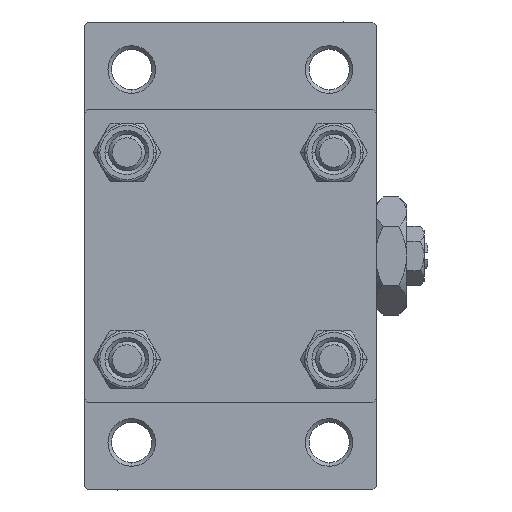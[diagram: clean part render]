
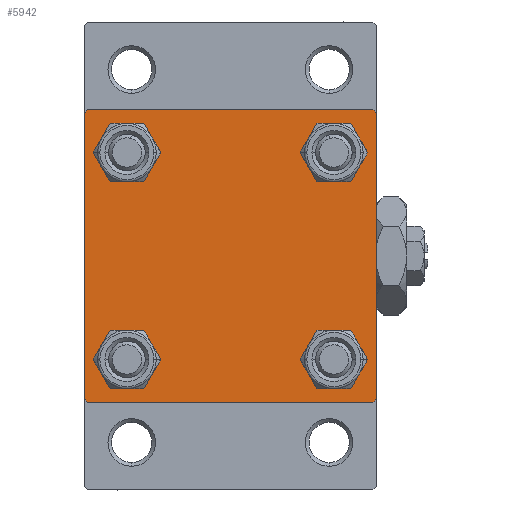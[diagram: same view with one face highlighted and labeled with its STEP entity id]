
A CAD part, left-side view. The second image highlights one B-rep face of the part: STEP entity #5942.
In plain terms, the highlighted planar face has unit normal (-1, 0, 0).
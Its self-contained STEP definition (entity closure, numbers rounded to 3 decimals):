
#113 = EDGE_CURVE ( 'NONE', #44265, #4257, #21860, .T. ) ;
#494 = VECTOR ( 'NONE', #26794, 1000. ) ;
#553 = VERTEX_POINT ( 'NONE', #33660 ) ;
#840 = ORIENTED_EDGE ( 'NONE', *, *, #3365, .F. ) ;
#1246 = EDGE_LOOP ( 'NONE', ( #11244, #45767, #21987, #11212, #840, #19317, #33848, #20452 ) ) ;
#1268 = EDGE_LOOP ( 'NONE', ( #16503, #8670 ) ) ;
#1320 = EDGE_LOOP ( 'NONE', ( #41542, #19256 ) ) ;
#1366 = DIRECTION ( 'NONE',  ( 0., 0., 1. ) ) ;
#1938 = VECTOR ( 'NONE', #40524, 1000. ) ;
#2447 = CARTESIAN_POINT ( 'NONE',  ( 0., -14.15, 14.15 ) ) ;
#3350 = EDGE_CURVE ( 'NONE', #8015, #8961, #45929, .T. ) ;
#3365 = EDGE_CURVE ( 'NONE', #8015, #17048, #38730, .T. ) ;
#3398 = VERTEX_POINT ( 'NONE', #27303 ) ;
#3443 = AXIS2_PLACEMENT_3D ( 'NONE', #41672, #44899, #22277 ) ;
#3655 = VERTEX_POINT ( 'NONE', #10306 ) ;
#3757 = VECTOR ( 'NONE', #25277, 1000. ) ;
#4007 = CARTESIAN_POINT ( 'NONE',  ( 0., 20., 19.5 ) ) ;
#4083 = FACE_BOUND ( 'NONE', #9314, .T. ) ;
#4257 = VERTEX_POINT ( 'NONE', #4007 ) ;
#4860 = VERTEX_POINT ( 'NONE', #21102 ) ;
#4987 = VERTEX_POINT ( 'NONE', #28226 ) ;
#5170 = CIRCLE ( 'NONE', #20297, 3. ) ;
#5351 = CARTESIAN_POINT ( 'NONE',  ( 0., 20., -20. ) ) ;
#5942 = ADVANCED_FACE ( 'NONE', ( #18295, #30747, #4083, #19037, #41176 ), #26513, .T. ) ;
#6326 = LINE ( 'NONE', #17792, #3757 ) ;
#6757 = VERTEX_POINT ( 'NONE', #19561 ) ;
#7135 = VECTOR ( 'NONE', #25051, 1000. ) ;
#7745 = EDGE_CURVE ( 'NONE', #3398, #30698, #32816, .T. ) ;
#8015 = VERTEX_POINT ( 'NONE', #16751 ) ;
#8348 = CARTESIAN_POINT ( 'NONE',  ( 0., 14.15, 17.15 ) ) ;
#8670 = ORIENTED_EDGE ( 'NONE', *, *, #7745, .T. ) ;
#8908 = CARTESIAN_POINT ( 'NONE',  ( 0., 14.15, 14.15 ) ) ;
#8961 = VERTEX_POINT ( 'NONE', #41584 ) ;
#9151 = DIRECTION ( 'NONE',  ( 0., 0., 1. ) ) ;
#9314 = EDGE_LOOP ( 'NONE', ( #14809, #32009 ) ) ;
#10306 = CARTESIAN_POINT ( 'NONE',  ( 0., -19.5, -20. ) ) ;
#10732 = CARTESIAN_POINT ( 'NONE',  ( 0., 19.5, 20. ) ) ;
#10858 = CARTESIAN_POINT ( 'NONE',  ( 0., 20., 20. ) ) ;
#11212 = ORIENTED_EDGE ( 'NONE', *, *, #34232, .T. ) ;
#11244 = ORIENTED_EDGE ( 'NONE', *, *, #27603, .T. ) ;
#11307 = DIRECTION ( 'NONE',  ( 0., 0., 1. ) ) ;
#11749 = AXIS2_PLACEMENT_3D ( 'NONE', #42433, #34221, #11307 ) ;
#11968 = VERTEX_POINT ( 'NONE', #36862 ) ;
#12091 = CARTESIAN_POINT ( 'NONE',  ( 0., -19.75, 19.75 ) ) ;
#13079 = EDGE_CURVE ( 'NONE', #4987, #28416, #5170, .T. ) ;
#13169 = EDGE_CURVE ( 'NONE', #28416, #4987, #48075, .T. ) ;
#13638 = CARTESIAN_POINT ( 'NONE',  ( 0., -14.15, 17.15 ) ) ;
#14055 = CARTESIAN_POINT ( 'NONE',  ( 0., 20., 20. ) ) ;
#14809 = ORIENTED_EDGE ( 'NONE', *, *, #35906, .T. ) ;
#14999 = CARTESIAN_POINT ( 'NONE',  ( 0., -14.15, -14.15 ) ) ;
#16503 = ORIENTED_EDGE ( 'NONE', *, *, #18926, .T. ) ;
#16665 = VERTEX_POINT ( 'NONE', #8348 ) ;
#16751 = CARTESIAN_POINT ( 'NONE',  ( 0., -20., 19.5 ) ) ;
#17048 = VERTEX_POINT ( 'NONE', #37302 ) ;
#17651 = DIRECTION ( 'NONE',  ( 1., 0., 0. ) ) ;
#17792 = CARTESIAN_POINT ( 'NONE',  ( 0., -19.75, -19.75 ) ) ;
#18228 = CARTESIAN_POINT ( 'NONE',  ( 0., -14.15, -11.15 ) ) ;
#18295 = FACE_BOUND ( 'NONE', #33014, .T. ) ;
#18389 = DIRECTION ( 'NONE',  ( 0., 0., 1. ) ) ;
#18926 = EDGE_CURVE ( 'NONE', #30698, #3398, #30853, .T. ) ;
#18996 = DIRECTION ( 'NONE',  ( 0., 0., 1. ) ) ;
#19037 = FACE_BOUND ( 'NONE', #1320, .T. ) ;
#19219 = DIRECTION ( 'NONE',  ( 1., 0., 0. ) ) ;
#19256 = ORIENTED_EDGE ( 'NONE', *, *, #20521, .T. ) ;
#19317 = ORIENTED_EDGE ( 'NONE', *, *, #3350, .T. ) ;
#19475 = DIRECTION ( 'NONE',  ( 0., 0., 1. ) ) ;
#19561 = CARTESIAN_POINT ( 'NONE',  ( 0., 20., -19.5 ) ) ;
#20297 = AXIS2_PLACEMENT_3D ( 'NONE', #2447, #32835, #18389 ) ;
#20317 = CARTESIAN_POINT ( 'NONE',  ( 0., 14.15, -14.15 ) ) ;
#20452 = ORIENTED_EDGE ( 'NONE', *, *, #113, .T. ) ;
#20521 = EDGE_CURVE ( 'NONE', #42786, #16665, #29277, .T. ) ;
#20553 = DIRECTION ( 'NONE',  ( 0., -1., 0. ) ) ;
#20608 = CIRCLE ( 'NONE', #34901, 3. ) ;
#21082 = CARTESIAN_POINT ( 'NONE',  ( 0., 14.15, 11.15 ) ) ;
#21102 = CARTESIAN_POINT ( 'NONE',  ( 0., 19.5, -20. ) ) ;
#21795 = LINE ( 'NONE', #14055, #7135 ) ;
#21860 = LINE ( 'NONE', #33296, #1938 ) ;
#21987 = ORIENTED_EDGE ( 'NONE', *, *, #25289, .T. ) ;
#22277 = DIRECTION ( 'NONE',  ( 0., 0., 1. ) ) ;
#22579 = DIRECTION ( 'NONE',  ( 0., -1., 0. ) ) ;
#22700 = CARTESIAN_POINT ( 'NONE',  ( 0., 14.15, 14.15 ) ) ;
#22827 = LINE ( 'NONE', #10858, #31628 ) ;
#23611 = ORIENTED_EDGE ( 'NONE', *, *, #13079, .T. ) ;
#25051 = DIRECTION ( 'NONE',  ( 0., 0., -1. ) ) ;
#25277 = DIRECTION ( 'NONE',  ( 0., -0.707, 0.707 ) ) ;
#25289 = EDGE_CURVE ( 'NONE', #4860, #3655, #28996, .T. ) ;
#26513 = PLANE ( 'NONE',  #3443 ) ;
#26794 = DIRECTION ( 'NONE',  ( 0., 0.707, 0.707 ) ) ;
#26913 = AXIS2_PLACEMENT_3D ( 'NONE', #29634, #37578, #48522 ) ;
#26983 = VECTOR ( 'NONE', #47829, 1000. ) ;
#27303 = CARTESIAN_POINT ( 'NONE',  ( 0., -14.15, -17.15 ) ) ;
#27603 = EDGE_CURVE ( 'NONE', #4257, #6757, #21795, .T. ) ;
#28226 = CARTESIAN_POINT ( 'NONE',  ( 0., -14.15, 11.15 ) ) ;
#28416 = VERTEX_POINT ( 'NONE', #13638 ) ;
#28996 = LINE ( 'NONE', #5351, #49202 ) ;
#29277 = CIRCLE ( 'NONE', #41081, 3. ) ;
#29634 = CARTESIAN_POINT ( 'NONE',  ( 0., 14.15, -14.15 ) ) ;
#30698 = VERTEX_POINT ( 'NONE', #18228 ) ;
#30747 = FACE_BOUND ( 'NONE', #1268, .T. ) ;
#30853 = CIRCLE ( 'NONE', #11749, 3. ) ;
#31628 = VECTOR ( 'NONE', #22579, 1000. ) ;
#32009 = ORIENTED_EDGE ( 'NONE', *, *, #37850, .T. ) ;
#32663 = CARTESIAN_POINT ( 'NONE',  ( 0., 19.75, -19.75 ) ) ;
#32816 = CIRCLE ( 'NONE', #39206, 3. ) ;
#32835 = DIRECTION ( 'NONE',  ( 1., 0., 0. ) ) ;
#33014 = EDGE_LOOP ( 'NONE', ( #33859, #23611 ) ) ;
#33296 = CARTESIAN_POINT ( 'NONE',  ( 0., 19.75, 19.75 ) ) ;
#33660 = CARTESIAN_POINT ( 'NONE',  ( 0., 14.15, -11.15 ) ) ;
#33848 = ORIENTED_EDGE ( 'NONE', *, *, #34090, .F. ) ;
#33859 = ORIENTED_EDGE ( 'NONE', *, *, #13169, .T. ) ;
#34090 = EDGE_CURVE ( 'NONE', #44265, #8961, #22827, .T. ) ;
#34221 = DIRECTION ( 'NONE',  ( 1., 0., 0. ) ) ;
#34232 = EDGE_CURVE ( 'NONE', #3655, #17048, #6326, .T. ) ;
#34752 = CARTESIAN_POINT ( 'NONE',  ( 0., -20., 20. ) ) ;
#34901 = AXIS2_PLACEMENT_3D ( 'NONE', #8908, #43251, #9151 ) ;
#35491 = DIRECTION ( 'NONE',  ( 1., 0., 0. ) ) ;
#35906 = EDGE_CURVE ( 'NONE', #553, #11968, #47511, .T. ) ;
#36862 = CARTESIAN_POINT ( 'NONE',  ( 0., 14.15, -17.15 ) ) ;
#37055 = DIRECTION ( 'NONE',  ( 0., 0., 1. ) ) ;
#37302 = CARTESIAN_POINT ( 'NONE',  ( 0., -20., -19.5 ) ) ;
#37378 = LINE ( 'NONE', #32663, #26983 ) ;
#37578 = DIRECTION ( 'NONE',  ( 1., 0., 0. ) ) ;
#37679 = EDGE_CURVE ( 'NONE', #16665, #42786, #20608, .T. ) ;
#37850 = EDGE_CURVE ( 'NONE', #11968, #553, #48392, .T. ) ;
#38232 = DIRECTION ( 'NONE',  ( 0., 0., -1. ) ) ;
#38730 = LINE ( 'NONE', #34752, #39471 ) ;
#39206 = AXIS2_PLACEMENT_3D ( 'NONE', #14999, #41635, #18996 ) ;
#39376 = AXIS2_PLACEMENT_3D ( 'NONE', #40297, #17651, #37055 ) ;
#39471 = VECTOR ( 'NONE', #38232, 1000. ) ;
#40297 = CARTESIAN_POINT ( 'NONE',  ( 0., -14.15, 14.15 ) ) ;
#40445 = AXIS2_PLACEMENT_3D ( 'NONE', #20317, #35491, #1366 ) ;
#40524 = DIRECTION ( 'NONE',  ( 0., 0.707, -0.707 ) ) ;
#41081 = AXIS2_PLACEMENT_3D ( 'NONE', #22700, #19219, #19475 ) ;
#41176 = FACE_OUTER_BOUND ( 'NONE', #1246, .T. ) ;
#41542 = ORIENTED_EDGE ( 'NONE', *, *, #37679, .T. ) ;
#41584 = CARTESIAN_POINT ( 'NONE',  ( 0., -19.5, 20. ) ) ;
#41635 = DIRECTION ( 'NONE',  ( 1., 0., 0. ) ) ;
#41672 = CARTESIAN_POINT ( 'NONE',  ( 0., 0., 0. ) ) ;
#41923 = EDGE_CURVE ( 'NONE', #6757, #4860, #37378, .T. ) ;
#42433 = CARTESIAN_POINT ( 'NONE',  ( 0., -14.15, -14.15 ) ) ;
#42786 = VERTEX_POINT ( 'NONE', #21082 ) ;
#43251 = DIRECTION ( 'NONE',  ( 1., 0., 0. ) ) ;
#44265 = VERTEX_POINT ( 'NONE', #10732 ) ;
#44899 = DIRECTION ( 'NONE',  ( -1., 0., 0. ) ) ;
#45767 = ORIENTED_EDGE ( 'NONE', *, *, #41923, .T. ) ;
#45929 = LINE ( 'NONE', #12091, #494 ) ;
#47511 = CIRCLE ( 'NONE', #26913, 3. ) ;
#47829 = DIRECTION ( 'NONE',  ( 0., -0.707, -0.707 ) ) ;
#48075 = CIRCLE ( 'NONE', #39376, 3. ) ;
#48392 = CIRCLE ( 'NONE', #40445, 3. ) ;
#48522 = DIRECTION ( 'NONE',  ( 0., 0., 1. ) ) ;
#49202 = VECTOR ( 'NONE', #20553, 1000. ) ;
